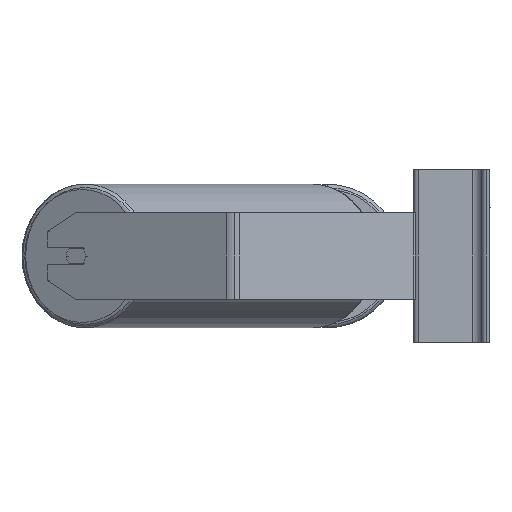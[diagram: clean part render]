
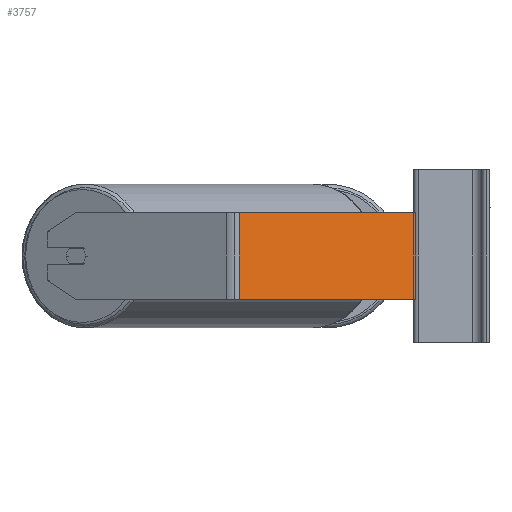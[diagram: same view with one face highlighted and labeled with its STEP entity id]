
A CAD part, left-side view. The second image highlights one B-rep face of the part: STEP entity #3757.
In plain terms, the highlighted planar face has unit normal (-0.966, -0.259, 0).
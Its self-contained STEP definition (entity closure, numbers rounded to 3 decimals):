
#106 = VERTEX_POINT ( 'NONE', #6097 ) ;
#386 = CARTESIAN_POINT ( 'NONE',  ( -731.34, 179.21, 40. ) ) ;
#959 = VERTEX_POINT ( 'NONE', #386 ) ;
#1290 = EDGE_CURVE ( 'NONE', #959, #5918, #2379, .T. ) ;
#1836 = LINE ( 'NONE', #5912, #7830 ) ;
#2229 = DIRECTION ( 'NONE',  ( 0.259, -0.966, 0. ) ) ;
#2379 = LINE ( 'NONE', #3224, #9160 ) ;
#2652 = DIRECTION ( 'NONE',  ( 0., 0., -1. ) ) ;
#3224 = CARTESIAN_POINT ( 'NONE',  ( -733.055, 185.612, 40. ) ) ;
#3323 = EDGE_CURVE ( 'NONE', #5918, #5617, #3412, .T. ) ;
#3412 = LINE ( 'NONE', #7581, #5250 ) ;
#3757 = ADVANCED_FACE ( 'NONE', ( #4440 ), #5097, .F. ) ;
#4440 = FACE_OUTER_BOUND ( 'NONE', #8234, .T. ) ;
#5097 = PLANE ( 'NONE',  #6625 ) ;
#5153 = DIRECTION ( 'NONE',  ( -0.259, 0.966, 0. ) ) ;
#5243 = ORIENTED_EDGE ( 'NONE', *, *, #10229, .T. ) ;
#5250 = VECTOR ( 'NONE', #2652, 1000. ) ;
#5438 = CARTESIAN_POINT ( 'NONE',  ( -733.055, 185.612, -40. ) ) ;
#5617 = VERTEX_POINT ( 'NONE', #8908 ) ;
#5849 = ORIENTED_EDGE ( 'NONE', *, *, #1290, .F. ) ;
#5912 = CARTESIAN_POINT ( 'NONE',  ( -731.34, 179.21, 40. ) ) ;
#5918 = VERTEX_POINT ( 'NONE', #7137 ) ;
#5967 = DIRECTION ( 'NONE',  ( 0., 0., -1. ) ) ;
#6006 = DIRECTION ( 'NONE',  ( 0.966, 0.259, 0. ) ) ;
#6097 = CARTESIAN_POINT ( 'NONE',  ( -731.34, 179.21, -40. ) ) ;
#6111 = CARTESIAN_POINT ( 'NONE',  ( -733.055, 185.612, 40. ) ) ;
#6436 = LINE ( 'NONE', #5438, #10053 ) ;
#6625 = AXIS2_PLACEMENT_3D ( 'NONE', #6111, #6006, #5153 ) ;
#7137 = CARTESIAN_POINT ( 'NONE',  ( -687.727, 16.447, 40. ) ) ;
#7581 = CARTESIAN_POINT ( 'NONE',  ( -687.727, 16.447, 40. ) ) ;
#7830 = VECTOR ( 'NONE', #5967, 1000. ) ;
#7940 = EDGE_CURVE ( 'NONE', #106, #5617, #6436, .T. ) ;
#8234 = EDGE_LOOP ( 'NONE', ( #9431, #9093, #5849, #5243 ) ) ;
#8287 = DIRECTION ( 'NONE',  ( 0.259, -0.966, 0. ) ) ;
#8908 = CARTESIAN_POINT ( 'NONE',  ( -687.727, 16.447, -40. ) ) ;
#9093 = ORIENTED_EDGE ( 'NONE', *, *, #3323, .F. ) ;
#9160 = VECTOR ( 'NONE', #8287, 1000. ) ;
#9431 = ORIENTED_EDGE ( 'NONE', *, *, #7940, .T. ) ;
#10053 = VECTOR ( 'NONE', #2229, 1000. ) ;
#10229 = EDGE_CURVE ( 'NONE', #959, #106, #1836, .T. ) ;
